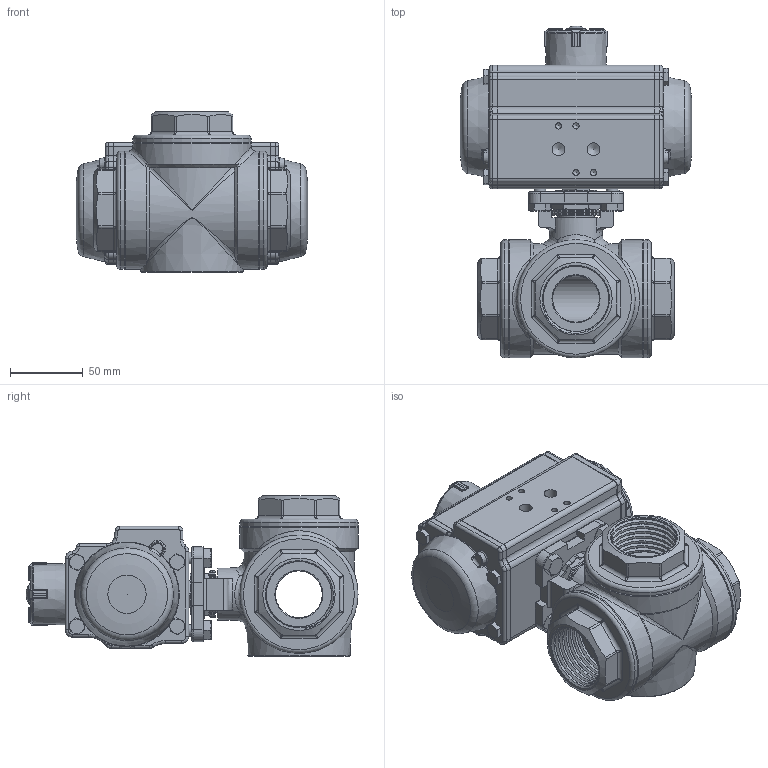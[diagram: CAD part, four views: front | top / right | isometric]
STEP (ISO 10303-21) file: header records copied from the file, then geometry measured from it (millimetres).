
FILE_DESCRIPTION(/* description */ ('Unknown','CAx-IF Rec.Pracs.---Representation and Presentation of Product Manufacturing Information (PMI)---4.0---2014-10-13','CAx-IF Rec.Pracs.---3D Tessellated Geometry---0.4---2014-09-14','2;1'),/* implementation_level */ '2;1');
FILE_NAME(/* name */ 'DW03 9334_9335-08',/* time_stamp */ '2023-11-02T09:12:32+01:00',/* author */ ('Unknown'),/* organization */ ('Unknown'),/* preprocessor_version */ 'ST-DEVELOPER v18.102',/* originating_system */ 'Solid Edge',/* authorisation */ 'Unknown');
FILE_SCHEMA (('AP242_MANAGED_MODEL_BASED_3D_ENGINEERING_MIM_LF { 1 0 10303 442 1 1 4 }'));
Products named in the file (10): DW03 9334_9335-08; 8.303_308.040; DW03_FR02_(DW36_FR26); KP-63; hexagon head bolts--product grade c gb_GB_FASTENER_BOLT_HHBC M6X30-N; cup head nib bolts with large head gb_GB_FASTENER_BOLT_CHNBW M6X25-N; _____________; ________(___________; ______; DIN 933 M8x22 A2-70 BLK_EDST
Assembly tree (21 placements, depth 3):
  DW03 9334_9335-08
    8.303_308.040
    DW03_FR02_(DW36_FR26)
      KP-63
      hexagon head bolts--product grade c gb_GB_FASTENER_BOLT_HHBC M6X30-N  x8
      cup head nib bolts with large head gb_GB_FASTENER_BOLT_CHNBW M6X25-N
      _____________  x2
      ________(___________  x2
      ______
    DIN 933 M8x22 A2-70 BLK_EDST  x4
Bounding box: 159 x 227.62 x 110 mm (x, y, z)
Volume: 1480303 mm3; surface area: 181838.6 mm2
Topology: 20 solids, 21 shells, 1774 faces, 4438 edges, 2750 vertices
Faces by surface type: plane 702, cylinder 448, bspline 329, cone 149, torus 135, sphere 11
Full cylindrical faces by diameter (mm): 2.325 x2, 3 x16, 3.3 x8, 4.2 x8, 4.66 x1, 5 x13, 6 x9, 6.2 x1, 6.8 x4, 7 x4, 8 x4, 8.8 x2, 9 x4, 13 x4, 15.8 x1, 20.2 x1, 25 x1, 25.5 x1, 28 x2, 32 x4, 36 x1, 38.5 x1, 40 x1, 57 x1, 81 x6
Entity records: 73189 total; most frequent: CARTESIAN_POINT 41192, ORIENTED_EDGE 6858, DIRECTION 5748, EDGE_CURVE 3429, VERTEX_POINT 2273, AXIS2_PLACEMENT_3D 2027, FACE_BOUND 1732, EDGE_LOOP 1707
